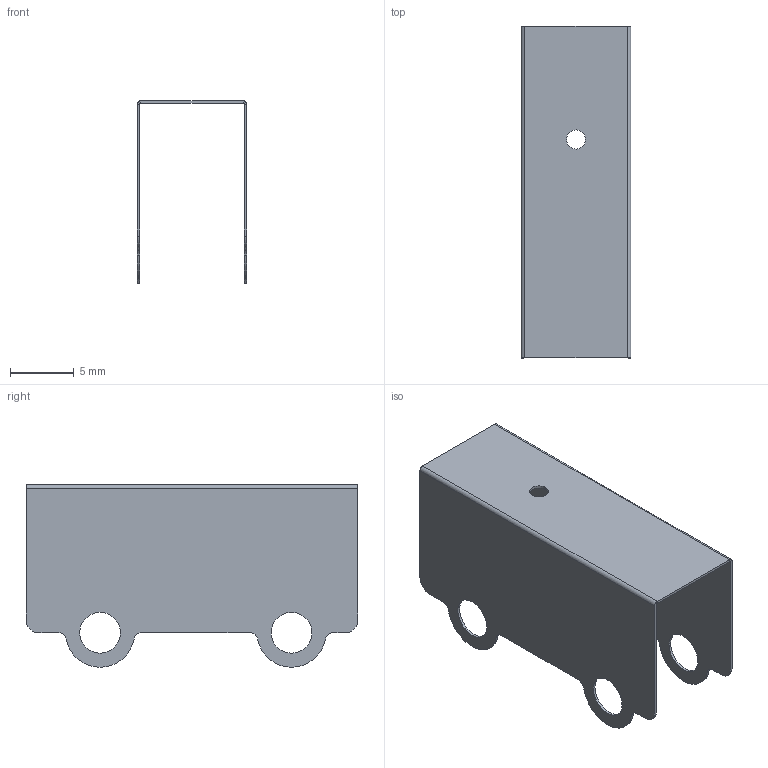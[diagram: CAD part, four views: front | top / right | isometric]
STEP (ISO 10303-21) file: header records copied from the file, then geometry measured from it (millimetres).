
FILE_DESCRIPTION((''),'2;1');
FILE_NAME('229257_ASM','2022-05-11T15:14:26',('PDMAdmin'),('BANNER ENGINEERING'),'CREO PARAMETRIC BY PTC INC, 2019292','CREO PARAMETRIC BY PTC INC, 2019292','');
FILE_SCHEMA(('CONFIG_CONTROL_DESIGN'));
Length unit declared in the file: millimetre
Products named in the file (2): 229257_SM01; 229257_ASM
Assembly tree (1 placements, depth 2):
  229257_ASM
    229257_SM01
Bounding box: 8.6 x 26 x 14.3 mm (x, y, z)
Surface area: 1680.5 mm2 (no closed solid volume)
Topology: 0 solids, 1 shells, 52 faces, 134 edges, 84 vertices
Faces by surface type: cylinder 30, plane 22
Entity records: 1677 total; most frequent: DIRECTION 304, CARTESIAN_POINT 273, ORIENTED_EDGE 268, EDGE_CURVE 134, AXIS2_PLACEMENT_3D 115, VERTEX_POINT 84, VECTOR 74, LINE 74
